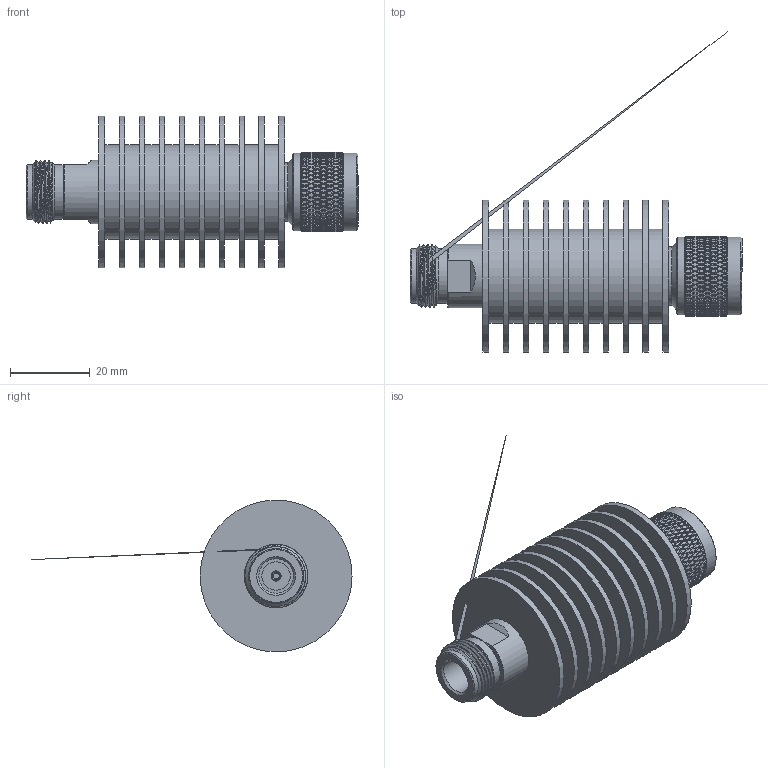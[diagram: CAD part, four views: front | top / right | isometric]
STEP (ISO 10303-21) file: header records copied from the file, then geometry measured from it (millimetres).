
FILE_DESCRIPTION (( 'STEP AP203' ), '1' );
FILE_NAME ('PE7386-30_3D.step', '2021-06-18T17:57:51', ( '' ), ( '' ), 'SwSTEP 2.0', 'SolidWorks 2020', '' );
FILE_SCHEMA (( 'CONFIG_CONTROL_DESIGN' ));
Length unit declared in the file: metre
Products named in the file (1): PE7386-30_3D
Bounding box: 83.06 x 80.07 x 38 mm (x, y, z)
Volume: 36589.1 mm3; surface area: 23639.5 mm2
Topology: 2 solids, 2 shells, 2550 faces, 5168 edges, 2653 vertices
Faces by surface type: bspline 1767, cylinder 489, cone 238, plane 55, torus 1
Full cylindrical faces by diameter (mm): 1.524 x2, 2.54 x1, 2.794 x1, 6.985 x1, 7.112 x1, 7.62 x1, 8.255 x1, 8.636 x1, 13.716 x2, 14.635 x1, 15.875 x6, 19.461 x2, 23.56 x9, 37.998 x10
Entity records: 92163 total; most frequent: CARTESIAN_POINT 59107, ORIENTED_EDGE 10186, EDGE_CURVE 5093, VERTEX_POINT 2631, EDGE_LOOP 2622, FACE_OUTER_BOUND 2581, DIRECTION 2556, ADVANCED_FACE 2544
